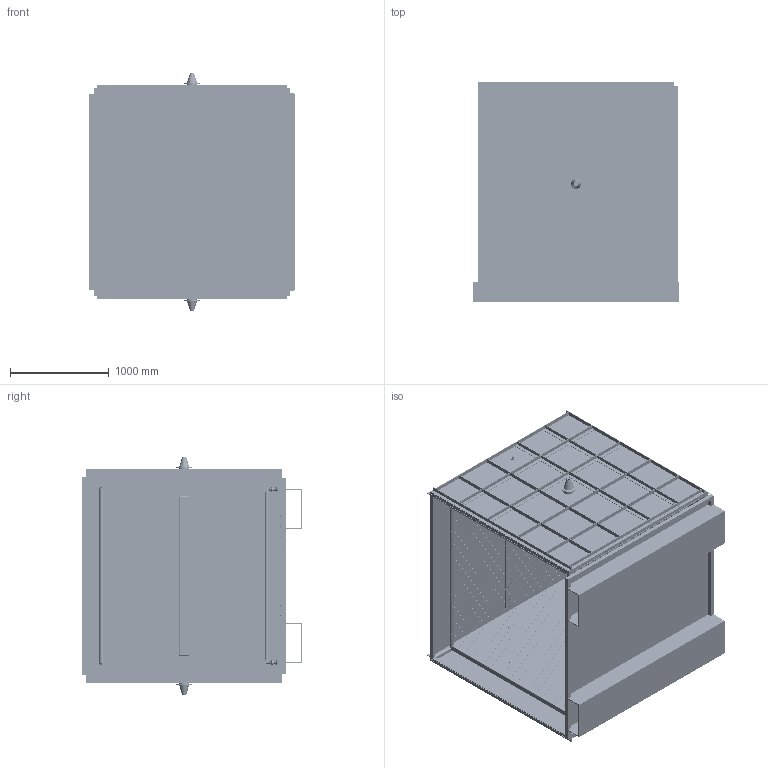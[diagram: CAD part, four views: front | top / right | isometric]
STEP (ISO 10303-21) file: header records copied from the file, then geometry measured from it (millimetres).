
FILE_DESCRIPTION((''),'2;1');
FILE_NAME('nyykammer2.stp','2006-06-12T12:09:54',('josef'),(''),'Autodesk Inventor 11','Autodesk Inventor 11','');
FILE_SCHEMA(('AUTOMOTIVE_DESIGN { 1 0 10303 214 1 1 1 1 }'));
Length unit declared in the file: millimetre
Products named in the file (53): nyykammer2; indmadR2k5; LeftPolePlate; isolatorarray; isolatorblok; isolator2; bottomplate; bottomplatetop; Lexanhjoernestangr25; faradaysloejfe; faradayo1.1tråd; Vantskrue; 3drammemedpakning; siderramme; 2000beam; siderramme_MIR; 990x990; 990x990x1k5; Inletfalnge; vinkel990; vinkel990_MIR; vinkel990k1; vinkel990k1_MIR; vinkel990m1; vinkel990m1_MIR; vinkel990s_MIR; 990x990_MIR1; 990x990x1k5_MIR1; Inletfalnge_MIR1; vinkel990_MIR1; vinkel990_MIR_MIR; vinkel990k1_MIR1; vinkel990k1_MIR_MIR; vinkel990m1_MIR_MIR; vinkel990s_MIR_MIR; vinkel990m1_MIR1; 1040front; 1040x990x1k5-; vinkel990sym; vinkel1040k1 ...
Assembly tree (141 placements, depth 4):
  nyykammer2
    indmadR2k5
      LeftPolePlate
      isolatorarray
        isolatorblok  x8
        isolator2  x16
      bottomplate  x3
        bottomplate
        bottomplatetop
      Lexanhjoernestangr25  x4
      faradaysloejfe  x23
        faradayo1.1tråd
        Vantskrue
    3drammemedpakning
      siderramme
      2000beam  x4
      siderramme_MIR
    990x990
      990x990x1k5
      Inletfalnge
      vinkel990
      vinkel990_MIR
      vinkel990k1
      vinkel990k1_MIR
      vinkel990m1  x4
      vinkel990m1_MIR  x2
      vinkel990s_MIR  x2
    990x990_MIR1
      990x990x1k5_MIR1
      Inletfalnge_MIR1
      vinkel990_MIR1
      vinkel990_MIR_MIR
      vinkel990k1_MIR1
      vinkel990k1_MIR_MIR
      vinkel990m1_MIR_MIR  x2
      vinkel990s_MIR_MIR  x2
      vinkel990m1_MIR1  x4
    1040front
      1040x990x1k5-
      vinkel990sym
      vinkel1040k1
      vinkel1040k1_MIR
      vinkel990sym_MIR1
      vinkel990s  x2
      vinkel990s_MIR1  x2
      vinkel1040m1  x2
      vinkel1040m1_MIR  x2
    1040top
      1040x990x1k5front
      vinkel990sym
      vinkel1040k1
      vinkel1040k1_MIR
      vinkel990sym_MIR1
      vinkel990s  x2
      vinkel990s_MIR1  x2
      vinkel1040m1  x2
      vinkel1040m1_MIR  x2
    Bund
      1040x990x1k5front
      under1
Bounding box: 2080.08 x 2221.15 x 2395 mm (x, y, z)
Volume: 182773641.9 mm3; surface area: 89273792.3 mm2
Topology: 376 solids, 377 shells, 9432 faces, 25839 edges, 17083 vertices
Faces by surface type: bspline 4255, cylinder 2419, plane 2239, torus 280, cone 227, sphere 12
Full cylindrical faces by diameter (mm): 1.1 x552, 3.242 x20, 4 x92, 4.2 x28, 4.917 x180, 6.2 x569, 6.5 x8, 20 x18, 24 x4, 25.835 x1, 34 x16, 35 x1, 40 x4, 50 x2, 55 x1, 100 x2, 103 x1, 158 x2
Entity records: 147829 total; most frequent: CARTESIAN_POINT 65219, DIRECTION 13599, ORIENTED_EDGE 13494, EDGE_LOOP 6765, EDGE_CURVE 6747, VERTEX_POINT 5339, AXIS2_PLACEMENT_3D 5320, CIRCLE 3558
